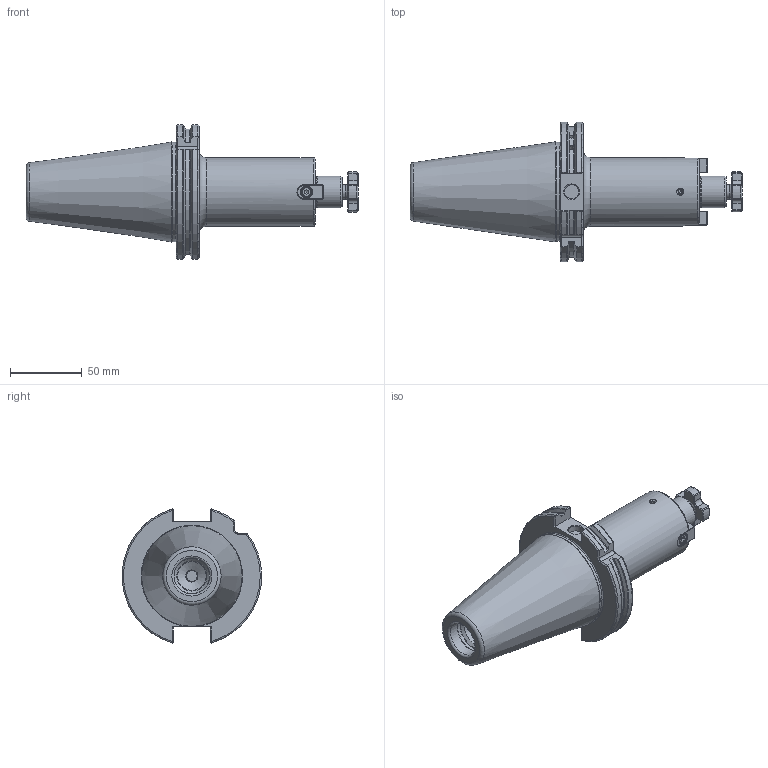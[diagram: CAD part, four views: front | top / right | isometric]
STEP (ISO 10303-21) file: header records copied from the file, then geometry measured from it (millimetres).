
FILE_DESCRIPTION(/* description */ (''),/* implementation_level */ '2;1');
FILE_NAME(/* name */ 'SK50-FMB22-100(AD).stp',/* time_stamp */ '2023-04-26T08:37:31+08:00',/* author */ ('Administrator'),/* organization */ (''),/* preprocessor_version */ 'ST-DEVELOPER v18.1',/* originating_system */ 'Autodesk Inventor 2022',/* authorisation */ '');
FILE_SCHEMA (('AUTOMOTIVE_DESIGN { 1 0 10303 214 3 1 1 }'));
Length unit declared in the file: millimetre
Products named in the file (6): SK50-FMB22-100(AD); SK50-FMB22-100(AD)_1; FMB22半圆键; ISO 4762 - M4 x 10; 十字花紧固螺钉S28-M10-L18; ISO 4026 - M4 x 4
Assembly tree (8 placements, depth 2):
  SK50-FMB22-100(AD)
    SK50-FMB22-100(AD)_1
    FMB22半圆键  x2
    ISO 4762 - M4 x 10  x2
    十字花紧固螺钉S28-M10-L18
    ISO 4026 - M4 x 4  x2
Bounding box: 231.75 x 97.32 x 93.62 mm (x, y, z)
Volume: 472397.9 mm3; surface area: 66214.2 mm2
Topology: 8 solids, 8 shells, 346 faces, 851 edges, 527 vertices
Faces by surface type: plane 162, cone 59, cylinder 58, torus 35, bspline 32
Full cylindrical faces by diameter (mm): 3 x2, 3.3 x4, 3.5 x4, 4 x4, 4.5 x2, 7 x2, 8 x2, 8.5 x1, 10 x2, 10.5 x1, 20 x1, 21 x1, 21.6 x1, 22 x1, 25 x1, 25.6 x1, 48 x1, 69.25 x1
Entity records: 10936 total; most frequent: CARTESIAN_POINT 4029, ORIENTED_EDGE 1460, DIRECTION 1293, EDGE_CURVE 730, AXIS2_PLACEMENT_3D 470, VERTEX_POINT 456, LINE 353, VECTOR 353
